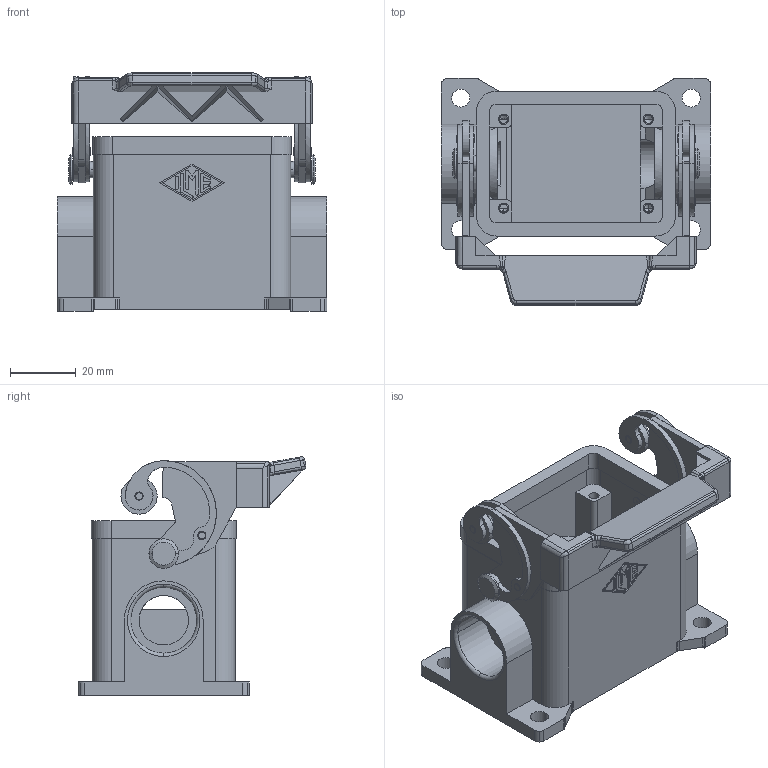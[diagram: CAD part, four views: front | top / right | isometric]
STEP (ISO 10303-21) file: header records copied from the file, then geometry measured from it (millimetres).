
FILE_DESCRIPTION(('Creo Elements/Direct Modeling STEP Export'),'2;1');
FILE_NAME('0lndrp33te7c4ej3600','2015-10-28T14:48:35',(''),(''),'PTC Creo Elements/Direct Modeling STEP processor for AP214 (Solid Model)','PTC Creo Elements/Direct Modeling 19.0B 21-Mar-2015 (C) Parametric Technology GmbH','');
FILE_SCHEMA(('AUTOMOTIVE_DESIGN { 1 0 10303 214 1 1 1 1 }'));
Length unit declared in the file: millimetre
Products named in the file (1): MHPS_06_L20
Bounding box: 82 x 69.2 x 72.42 mm (x, y, z)
Volume: 74030.4 mm3; surface area: 39634.8 mm2
Topology: 1 solids, 3 shells, 505 faces, 1354 edges, 873 vertices
Faces by surface type: plane 236, cylinder 208, torus 22, bspline 18, cone 17, sphere 4
Entity records: 18493 total; most frequent: CARTESIAN_POINT 5429, DIRECTION 2874, ORIENTED_EDGE 2678, EDGE_CURVE 1339, AXIS2_PLACEMENT_3D 1068, VERTEX_POINT 873, VECTOR 738, LINE 738
